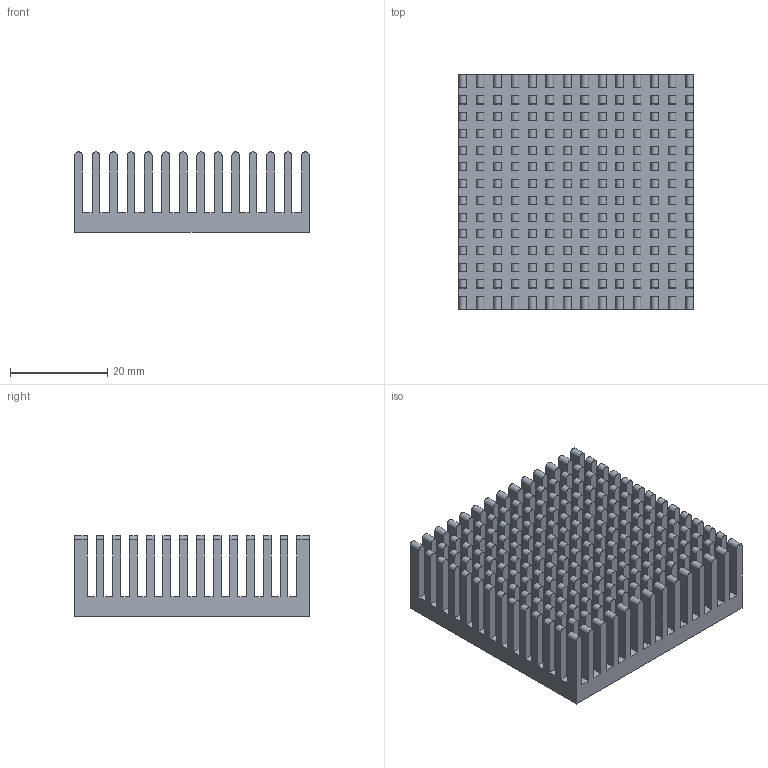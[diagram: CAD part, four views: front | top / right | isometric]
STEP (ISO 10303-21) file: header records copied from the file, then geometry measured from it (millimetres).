
FILE_DESCRIPTION(('FreeCAD Model'),'2;1');
FILE_NAME('ICKPGA19X192.step', '2020-11-15T22:45:38',('Author'),(''), 'Open CASCADE STEP processor 7.3','FreeCAD','Unknown');
FILE_SCHEMA(('AUTOMOTIVE_DESIGN { 1 0 10303 214 1 1 1 1 }'));
Products named in the file (1): Compound
Bounding box: 48.26 x 48.3 x 16.51 mm (x, y, z)
Volume: 16163.2 mm3; surface area: 21609.4 mm2
Topology: 1 solids, 1 shells, 930 faces, 2352 edges, 1568 vertices
Faces by surface type: plane 734, cylinder 196
Entity records: 59459 total; most frequent: CARTESIAN_POINT 11823, DIRECTION 8932, LINE 6272, VECTOR 6272, ORIENTED_EDGE 4704, PCURVE 4704, DEFINITIONAL_REPRESENTATION 4704, EDGE_CURVE 2352
